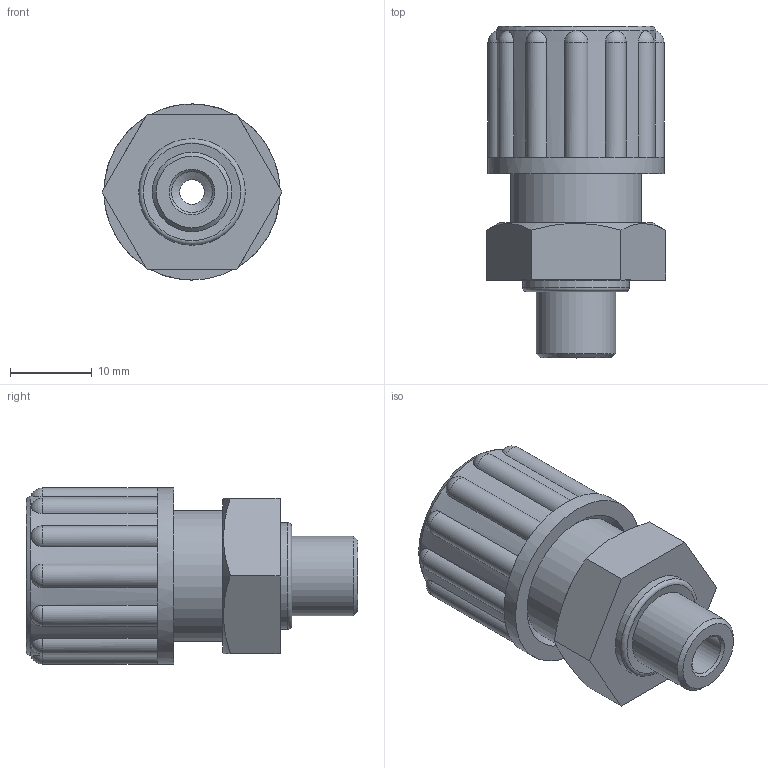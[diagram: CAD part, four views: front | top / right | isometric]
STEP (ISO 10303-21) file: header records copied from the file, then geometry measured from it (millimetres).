
FILE_DESCRIPTION(/* description */ (''),/* implementation_level */ '2;1');
FILE_NAME(/* name */ 'cx_184_pp.stp',/* time_stamp */ '2017-05-03T14:03:13+02:00',/* author */ ('leitheußer'),/* organization */ (''),/* preprocessor_version */ 'ST-DEVELOPER v15.6',/* originating_system */ 'Autodesk Inventor LT ',/* authorisation */ '');
FILE_SCHEMA (('AUTOMOTIVE_DESIGN { 1 0 10303 214 3 1 1 }'));
Length unit declared in the file: millimetre
Products named in the file (1): 1B100MG4018xx
Bounding box: 21.94 x 40.5 x 21.5 mm (x, y, z)
Volume: 7353.3 mm3; surface area: 5170.4 mm2
Topology: 2 solids, 2 shells, 70 faces, 164 edges, 101 vertices
Faces by surface type: plane 25, cylinder 22, sphere 12, cone 10, torus 1
Full cylindrical faces by diameter (mm): 3 x1, 5 x1, 5.5 x1, 9.7 x1, 10.5 x1, 13 x1, 16 x2, 19.5 x1, 21.5 x1
Entity records: 2094 total; most frequent: CARTESIAN_POINT 525, DIRECTION 350, ORIENTED_EDGE 280, AXIS2_PLACEMENT_3D 157, EDGE_CURVE 140, EDGE_LOOP 98, VERTEX_POINT 98, CIRCLE 86
